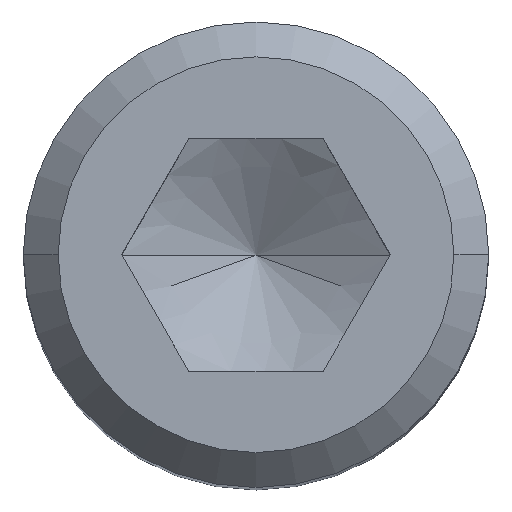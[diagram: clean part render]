
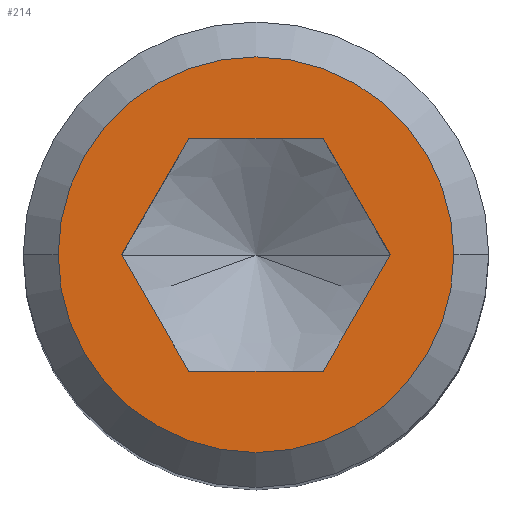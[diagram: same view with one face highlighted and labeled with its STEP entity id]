
A CAD part, top view. The second image highlights one B-rep face of the part: STEP entity #214.
In plain terms, the highlighted planar face has unit normal (0, 0, 1).
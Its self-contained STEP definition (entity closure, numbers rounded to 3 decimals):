
#126=VERTEX_POINT('',#313);
#136=EDGE_CURVE('',#126,#156,#325,.T.);
#138=EDGE_CURVE('',#262,#170,#327,.T.);
#144=EDGE_CURVE('',#212,#172,#334,.T.);
#156=VERTEX_POINT('',#347);
#164=EDGE_CURVE('',#170,#234,#355,.T.);
#170=VERTEX_POINT('',#361);
#172=VERTEX_POINT('',#363);
#212=VERTEX_POINT('',#407);
#214=ADVANCED_FACE('',(#409,#410),#411,.T.);
#224=EDGE_CURVE('',#234,#212,#422,.T.);
#226=EDGE_CURVE('',#156,#126,#424,.T.);
#234=VERTEX_POINT('',#435);
#254=EDGE_CURVE('',#270,#262,#456,.T.);
#262=VERTEX_POINT('',#465);
#268=EDGE_CURVE('',#172,#270,#471,.T.);
#270=VERTEX_POINT('',#473);
#313=CARTESIAN_POINT('',(-4.25,0.,40.));
#325=CIRCLE('',#535,4.25);
#327=LINE('',#538,#539);
#334=LINE('',#557,#558);
#347=CARTESIAN_POINT('',(4.25,0.,40.));
#355=LINE('',#594,#595);
#361=CARTESIAN_POINT('',(-1.443,2.5,40.0));
#363=CARTESIAN_POINT('',(1.443,-2.5,40.0));
#407=CARTESIAN_POINT('',(2.887,0.0,40.0));
#409=FACE_BOUND('',#679,.T.);
#410=FACE_OUTER_BOUND('',#680,.T.);
#411=PLANE('',#681);
#422=LINE('',#695,#696);
#424=CIRCLE('',#699,4.25);
#435=CARTESIAN_POINT('',(1.443,2.5,40.0));
#456=LINE('',#757,#758);
#465=CARTESIAN_POINT('',(-2.887,0.0,40.0));
#471=LINE('',#777,#778);
#473=CARTESIAN_POINT('',(-1.443,-2.5,40.0));
#535=AXIS2_PLACEMENT_3D('',#844,#845,#846);
#538=CARTESIAN_POINT('',(-1.804,1.875,40.0));
#539=VECTOR('',#847,1.0);
#557=CARTESIAN_POINT('',(1.804,-1.875,40.0));
#558=VECTOR('',#856,1.0);
#594=CARTESIAN_POINT('',(0.722,2.5,40.0));
#595=VECTOR('',#872,1.0);
#679=EDGE_LOOP('',(#919,#920,#921,#922,#923,#924));
#680=EDGE_LOOP('',(#925,#926));
#681=AXIS2_PLACEMENT_3D('',#927,#928,#929);
#695=CARTESIAN_POINT('',(2.526,0.625,40.0));
#696=VECTOR('',#939,1.0);
#699=AXIS2_PLACEMENT_3D('',#940,#941,#942);
#757=CARTESIAN_POINT('',(-2.526,-0.625,40.0));
#758=VECTOR('',#980,1.0);
#777=CARTESIAN_POINT('',(-0.722,-2.5,40.0));
#778=VECTOR('',#994,1.0);
#844=CARTESIAN_POINT('',(0.,0.,40.));
#845=DIRECTION('',(0.,0.,1.0));
#846=DIRECTION('',(-1.0,0.,0.));
#847=DIRECTION('',(0.5,0.866,0.0));
#856=DIRECTION('',(-0.5,-0.866,0.0));
#872=DIRECTION('',(1.0,0.0,0.0));
#919=ORIENTED_EDGE('',*,*,#254,.T.);
#920=ORIENTED_EDGE('',*,*,#138,.T.);
#921=ORIENTED_EDGE('',*,*,#164,.T.);
#922=ORIENTED_EDGE('',*,*,#224,.T.);
#923=ORIENTED_EDGE('',*,*,#144,.T.);
#924=ORIENTED_EDGE('',*,*,#268,.T.);
#925=ORIENTED_EDGE('',*,*,#136,.T.);
#926=ORIENTED_EDGE('',*,*,#226,.T.);
#927=CARTESIAN_POINT('',(-2.125,0.,40.));
#928=DIRECTION('',(0.,0.,1.0));
#929=DIRECTION('',(-1.0,0.,0.0));
#939=DIRECTION('',(0.5,-0.866,0.0));
#940=CARTESIAN_POINT('',(0.,0.,40.));
#941=DIRECTION('',(0.,0.,1.0));
#942=DIRECTION('',(-1.0,0.,0.));
#980=DIRECTION('',(-0.5,0.866,0.0));
#994=DIRECTION('',(-1.0,0.0,0.0));
